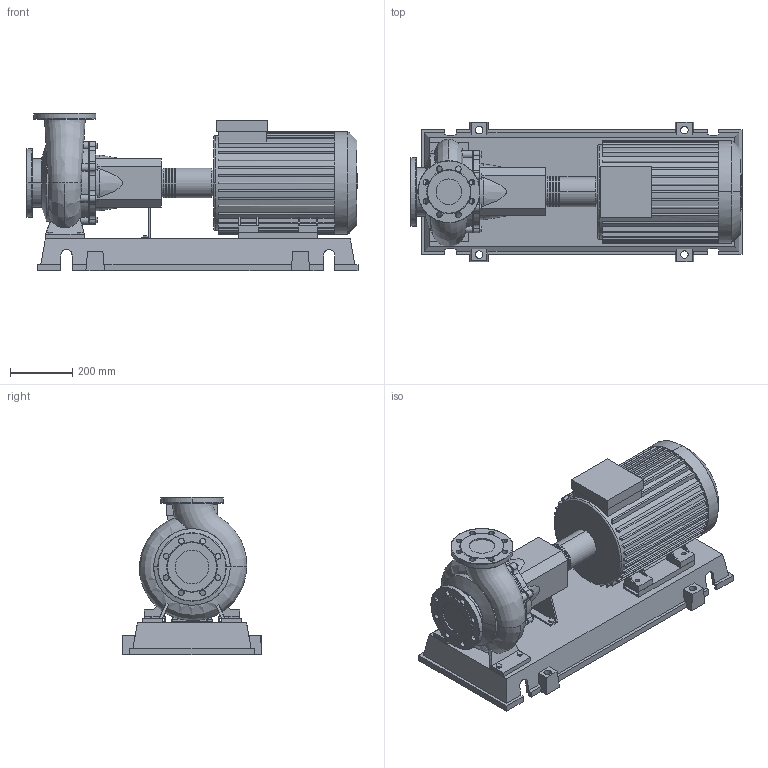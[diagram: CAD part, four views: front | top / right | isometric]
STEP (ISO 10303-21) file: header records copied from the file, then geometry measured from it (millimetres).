
FILE_DESCRIPTION((''),'2;1');
FILE_NAME('3d_NL80_160-18.5-2-05-4109236.stp','2015-03-03T07:50:15',(''),(''),'Mechanical Desktop 2009','Mechanical Desktop 2009',', , ');
FILE_SCHEMA(('CONFIG_CONTROL_DESIGN'));
Length unit declared in the file: millimetre
Products named in the file (1): Product
Bounding box: 1067.5 x 450 x 508 mm (x, y, z)
Volume: 64917918.3 mm3; surface area: 3427628.1 mm2
Topology: 13 solids, 13 shells, 853 faces, 2300 edges, 1513 vertices
Faces by surface type: plane 439, cylinder 225, bspline 161, cone 14, torus 14
Entity records: 30833 total; most frequent: CARTESIAN_POINT 9208, ORIENTED_EDGE 4602, DIRECTION 4325, EDGE_CURVE 2301, VERTEX_POINT 1512, VECTOR 1451, LINE 1451, AXIS2_PLACEMENT_3D 1437
